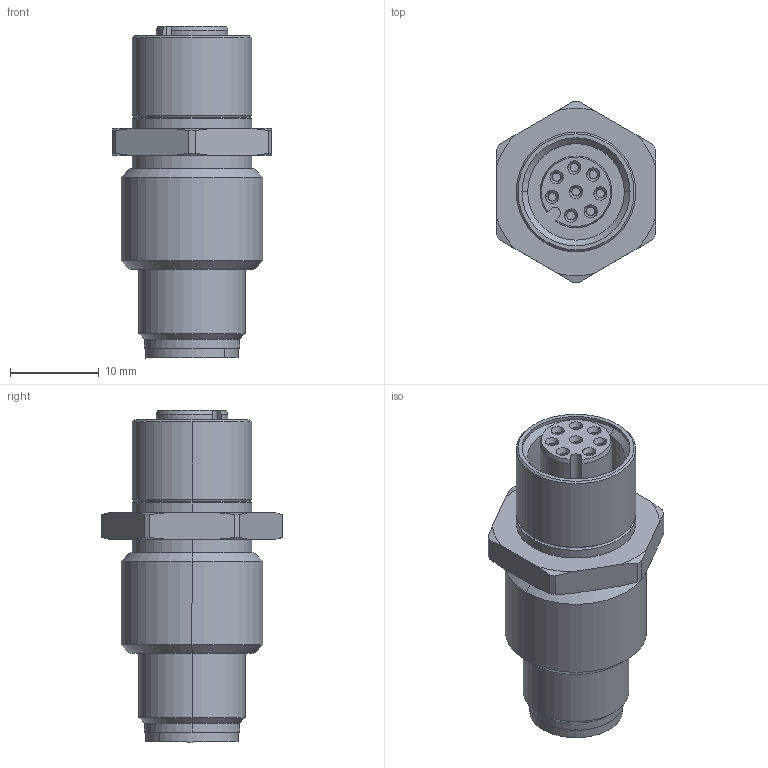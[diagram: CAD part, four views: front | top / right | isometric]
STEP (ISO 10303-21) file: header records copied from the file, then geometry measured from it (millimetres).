
FILE_DESCRIPTION(('Creo Elements/Direct Modeling STEP Export'),'2;1');
FILE_NAME('model.stp','2020-01-14T11:35:47',(''),(''),'Creo Elements/Direct Modeling STEP processor for AP214 (Solid Model)','Creo Elements/Direct Modeling 20.1A 29-Sep-2018 (C) Parametric Technology GmbH','');
FILE_SCHEMA(('AUTOMOTIVE_DESIGN { 1 0 10303 214 1 1 1 1 }'));
Length unit declared in the file: millimetre
Products named in the file (2): SACC-8P-DSI-M12MS-FS-M16
Assembly tree (1 placements, depth 2):
  SACC-8P-DSI-M12MS-FS-M16
    SACC-8P-DSI-M12MS-FS-M16
Bounding box: 18 x 20.4 x 37.5 mm (x, y, z)
Volume: 5133.3 mm3; surface area: 3240.7 mm2
Topology: 1 solids, 1 shells, 185 faces, 449 edges, 298 vertices
Faces by surface type: cylinder 79, plane 45, cone 39, torus 22
Entity records: 6392 total; most frequent: ORIENTED_EDGE 898, CARTESIAN_POINT 871, DIRECTION 798, EDGE_CURVE 449, AXIS2_PLACEMENT_3D 331, VERTEX_POINT 298, EDGE_LOOP 217, COLOUR_RGB 186
